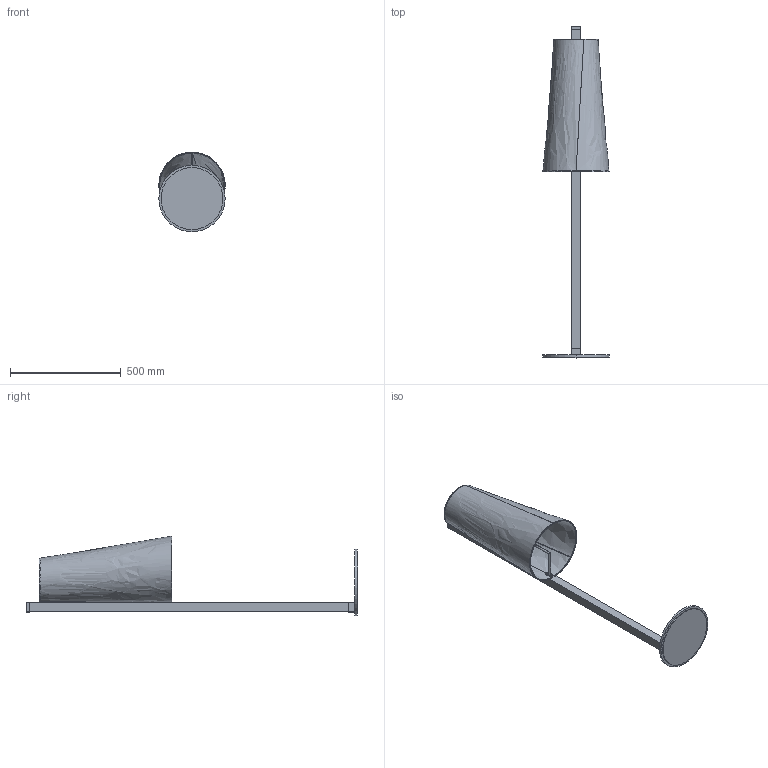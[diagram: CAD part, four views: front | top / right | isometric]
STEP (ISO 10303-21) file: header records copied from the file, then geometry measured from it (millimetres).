
FILE_DESCRIPTION (( 'STEP AP214' ), '1' );
FILE_NAME ('AB 24 FS EDIT.STEP', '2025-03-21T14:42:39', ( '' ), ( '' ), 'SwSTEP 2.0', 'SolidWorks 2024', '' );
FILE_SCHEMA (( 'AUTOMOTIVE_DESIGN' ));
Length unit declared in the file: millimetre
Products named in the file (3): AB 24 FS; AB 24 FS EDIT; QAB 12
Assembly tree (2 placements, depth 2):
  AB 24 FS EDIT
    AB 24 FS
    QAB 12
Bounding box: 300 x 1500 x 359.58 mm (x, y, z)
Volume: 487615.3 mm3; surface area: 1455068 mm2
Topology: 5 solids, 20 shells, 199 faces, 569 edges, 385 vertices
Faces by surface type: cylinder 89, plane 47, torus 40, bspline 15, sphere 8
Entity records: 16689 total; most frequent: CARTESIAN_POINT 11689, DIRECTION 1032, ORIENTED_EDGE 997, EDGE_CURVE 553, AXIS2_PLACEMENT_3D 427, VERTEX_POINT 377, CIRCLE 237, EDGE_LOOP 220
